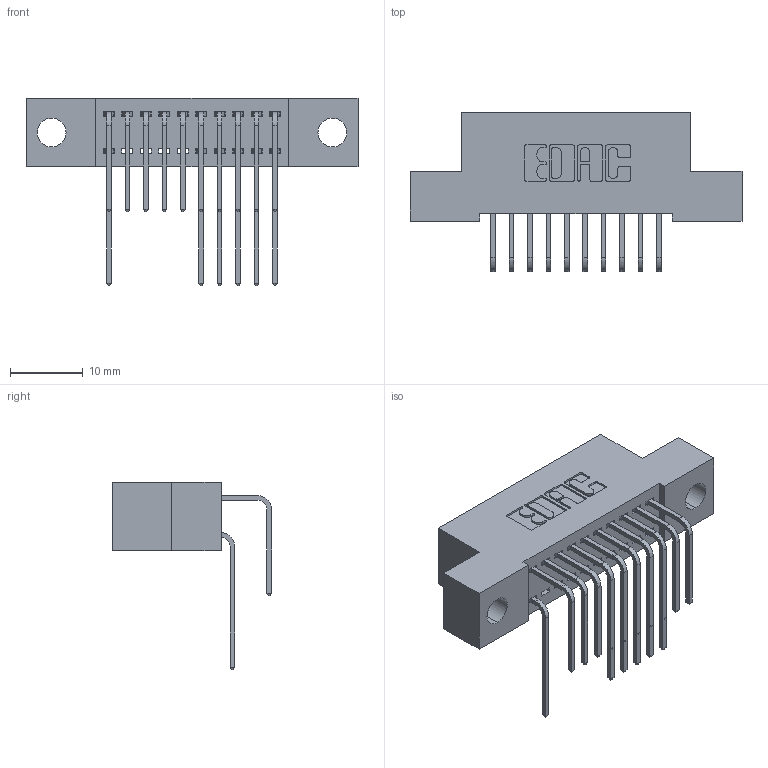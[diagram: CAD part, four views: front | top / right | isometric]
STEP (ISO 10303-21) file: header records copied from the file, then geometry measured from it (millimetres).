
FILE_DESCRIPTION (( 'STEP AP203' ), '1' );
FILE_NAME ('392-020-558-204.STEP', '2018-08-15T07:15:56', ( '' ), ( '' ), 'SwSTEP 2.0', 'SolidWorks 2016', '' );
FILE_SCHEMA (( 'CONFIG_CONTROL_DESIGN' ));
Length unit declared in the file: inch
Products named in the file (4): 342 Part_.156 TH; 345-292-001_558 559 Tail - 1; 345-292-001_558 Tail - 2; 392-020-558-204
Assembly tree (17 placements, depth 2):
  392-020-558-204
    342 Part_.156 TH
    345-292-001_558 559 Tail - 1  x6
    345-292-001_558 Tail - 2  x10
Bounding box: 45.72 x 21.91 x 25.78 mm (x, y, z)
Volume: 3925.8 mm3; surface area: 5644.4 mm2
Topology: 17 solids, 17 shells, 998 faces, 2959 edges, 1950 vertices
Faces by surface type: plane 698, cylinder 300
Entity records: 12099 total; most frequent: CARTESIAN_POINT 2109, ORIENTED_EDGE 1998, DIRECTION 1835, EDGE_CURVE 999, LINE 831, VECTOR 831, VERTEX_POINT 662, AXIS2_PLACEMENT_3D 502
